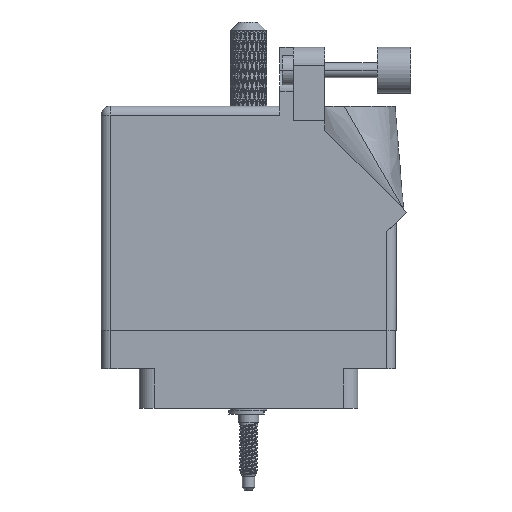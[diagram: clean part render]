
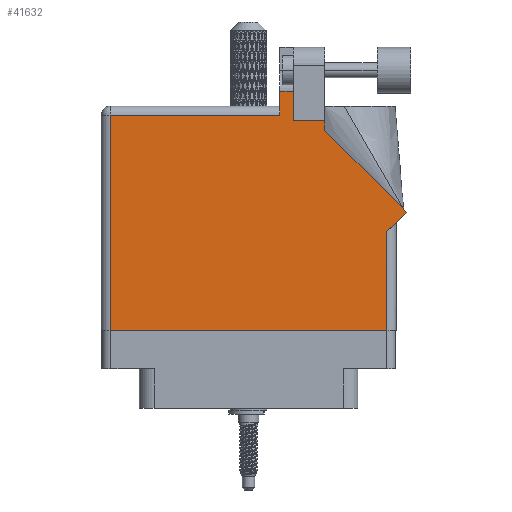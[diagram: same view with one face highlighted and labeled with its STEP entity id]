
A CAD part, front view. The second image highlights one B-rep face of the part: STEP entity #41632.
In plain terms, the highlighted face is planar.
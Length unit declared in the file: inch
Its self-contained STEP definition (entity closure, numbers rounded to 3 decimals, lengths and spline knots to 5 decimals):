
#1645 = PLANE ( 'NONE',  #47090 ) ;
#1990 = VERTEX_POINT ( 'NONE', #51773 ) ;
#2348 = CARTESIAN_POINT ( 'NONE',  ( 0., 1.53, 0. ) ) ;
#4156 = ORIENTED_EDGE ( 'NONE', *, *, #95335, .T. ) ;
#5508 = CARTESIAN_POINT ( 'NONE',  ( 1.217, 1.6315, 0. ) ) ;
#5835 = ORIENTED_EDGE ( 'NONE', *, *, #102525, .T. ) ;
#8131 = VERTEX_POINT ( 'NONE', #14504 ) ;
#10093 = CARTESIAN_POINT ( 'NONE',  ( 2.01, 0.737, 0. ) ) ;
#11796 = CARTESIAN_POINT ( 'NONE',  ( 1.217, 1.53, 0. ) ) ;
#12420 = CARTESIAN_POINT ( 'NONE',  ( 1.217, 1.468, 0. ) ) ;
#13666 = VECTOR ( 'NONE', #93704, 39.37008 ) ;
#14244 = VECTOR ( 'NONE', #44342, 39.37008 ) ;
#14504 = CARTESIAN_POINT ( 'NONE',  ( 1.524, 1.43, 0. ) ) ;
#14876 = EDGE_LOOP ( 'NONE', ( #92269, #81617, #85865, #70096, #50586, #90124, #26734, #4156, #5835, #85257, #15092 ) ) ;
#15092 = ORIENTED_EDGE ( 'NONE', *, *, #32610, .T. ) ;
#15148 = EDGE_CURVE ( 'NONE', #74129, #17846, #37946, .T. ) ;
#15585 = VECTOR ( 'NONE', #78954, 39.37008 ) ;
#16347 = VECTOR ( 'NONE', #40215, 39.37008 ) ;
#17436 = LINE ( 'NONE', #44833, #13666 ) ;
#17846 = VERTEX_POINT ( 'NONE', #81952 ) ;
#17865 = CARTESIAN_POINT ( 'NONE',  ( 1.311, 1.43, 0. ) ) ;
#18008 = VECTOR ( 'NONE', #85905, 39.37008 ) ;
#19356 = LINE ( 'NONE', #84365, #14244 ) ;
#20517 = CARTESIAN_POINT ( 'NONE',  ( 1.311, 1.6315, 0. ) ) ;
#20685 = DIRECTION ( 'NONE',  ( 0., -1., 0. ) ) ;
#24176 = LINE ( 'NONE', #17865, #51995 ) ;
#25839 = LINE ( 'NONE', #30456, #15585 ) ;
#26734 = ORIENTED_EDGE ( 'NONE', *, *, #15148, .T. ) ;
#26853 = DIRECTION ( 'NONE',  ( 0.707, 0.707, 0. ) ) ;
#27643 = VERTEX_POINT ( 'NONE', #98259 ) ;
#30456 = CARTESIAN_POINT ( 'NONE',  ( 1.524, 1.36442, 0. ) ) ;
#32067 = CARTESIAN_POINT ( 'NONE',  ( 1.948, 0.737, 0. ) ) ;
#32610 = EDGE_CURVE ( 'NONE', #8131, #27643, #44616, .T. ) ;
#33520 = LINE ( 'NONE', #44456, #93076 ) ;
#35602 = DIRECTION ( 'NONE',  ( 1., 0., 0. ) ) ;
#37946 = LINE ( 'NONE', #32067, #16347 ) ;
#40215 = DIRECTION ( 'NONE',  ( 0., 1., 0. ) ) ;
#41632 = ADVANCED_FACE ( 'NONE', ( #67608 ), #1645, .F. ) ;
#42958 = VECTOR ( 'NONE', #20685, 39.37008 ) ;
#44342 = DIRECTION ( 'NONE',  ( -1., 0., 0. ) ) ;
#44456 = CARTESIAN_POINT ( 'NONE',  ( 0., 0., 0. ) ) ;
#44616 = LINE ( 'NONE', #80475, #100386 ) ;
#44833 = CARTESIAN_POINT ( 'NONE',  ( 1.64177, 1.6315, 0. ) ) ;
#47053 = VECTOR ( 'NONE', #26853, 39.37008 ) ;
#47090 = AXIS2_PLACEMENT_3D ( 'NONE', #2348, #98758, #50250 ) ;
#48228 = DIRECTION ( 'NONE',  ( -1., 0., 0. ) ) ;
#48707 = EDGE_CURVE ( 'NONE', #72654, #77814, #17436, .T. ) ;
#50250 = DIRECTION ( 'NONE',  ( -1., 0., 0. ) ) ;
#50586 = ORIENTED_EDGE ( 'NONE', *, *, #52967, .T. ) ;
#51773 = CARTESIAN_POINT ( 'NONE',  ( 0.062, 1.468, 0. ) ) ;
#51995 = VECTOR ( 'NONE', #76650, 39.37008 ) ;
#52967 = EDGE_CURVE ( 'NONE', #1990, #99972, #72830, .T. ) ;
#53367 = LINE ( 'NONE', #10093, #47053 ) ;
#54733 = VERTEX_POINT ( 'NONE', #12420 ) ;
#55392 = CARTESIAN_POINT ( 'NONE',  ( 0.062, 0., 0. ) ) ;
#58969 = EDGE_CURVE ( 'NONE', #73458, #8131, #25839, .T. ) ;
#59329 = LINE ( 'NONE', #11796, #42958 ) ;
#63561 = DIRECTION ( 'NONE',  ( 0., -1., 0. ) ) ;
#67608 = FACE_OUTER_BOUND ( 'NONE', #14876, .T. ) ;
#70096 = ORIENTED_EDGE ( 'NONE', *, *, #84673, .T. ) ;
#71187 = LINE ( 'NONE', #85589, #18008 ) ;
#72654 = VERTEX_POINT ( 'NONE', #20517 ) ;
#72830 = LINE ( 'NONE', #96779, #94374 ) ;
#73458 = VERTEX_POINT ( 'NONE', #90435 ) ;
#74129 = VERTEX_POINT ( 'NONE', #87538 ) ;
#76650 = DIRECTION ( 'NONE',  ( 0., 1., 0. ) ) ;
#77814 = VERTEX_POINT ( 'NONE', #5508 ) ;
#78954 = DIRECTION ( 'NONE',  ( 0., 1., 0. ) ) ;
#80119 = VERTEX_POINT ( 'NONE', #87833 ) ;
#80475 = CARTESIAN_POINT ( 'NONE',  ( 1.524, 1.43, 0. ) ) ;
#81617 = ORIENTED_EDGE ( 'NONE', *, *, #48707, .T. ) ;
#81952 = CARTESIAN_POINT ( 'NONE',  ( 1.948, 0.675, 0. ) ) ;
#84365 = CARTESIAN_POINT ( 'NONE',  ( 0., 1.468, 0. ) ) ;
#84673 = EDGE_CURVE ( 'NONE', #54733, #1990, #19356, .T. ) ;
#85257 = ORIENTED_EDGE ( 'NONE', *, *, #58969, .T. ) ;
#85589 = CARTESIAN_POINT ( 'NONE',  ( 2.08071, 0.80771, 0. ) ) ;
#85865 = ORIENTED_EDGE ( 'NONE', *, *, #101003, .T. ) ;
#85905 = DIRECTION ( 'NONE',  ( -0.707, 0.707, 0. ) ) ;
#87538 = CARTESIAN_POINT ( 'NONE',  ( 1.948, 0., 0. ) ) ;
#87833 = CARTESIAN_POINT ( 'NONE',  ( 2.08071, 0.80771, 0. ) ) ;
#90124 = ORIENTED_EDGE ( 'NONE', *, *, #92283, .T. ) ;
#90435 = CARTESIAN_POINT ( 'NONE',  ( 1.524, 1.36442, 0. ) ) ;
#92269 = ORIENTED_EDGE ( 'NONE', *, *, #98642, .T. ) ;
#92283 = EDGE_CURVE ( 'NONE', #99972, #74129, #33520, .T. ) ;
#93076 = VECTOR ( 'NONE', #35602, 39.37008 ) ;
#93704 = DIRECTION ( 'NONE',  ( -1., 0., 0. ) ) ;
#94374 = VECTOR ( 'NONE', #63561, 39.37008 ) ;
#95335 = EDGE_CURVE ( 'NONE', #17846, #80119, #53367, .T. ) ;
#96779 = CARTESIAN_POINT ( 'NONE',  ( 0.062, 0., 0. ) ) ;
#98259 = CARTESIAN_POINT ( 'NONE',  ( 1.311, 1.43, 0. ) ) ;
#98642 = EDGE_CURVE ( 'NONE', #27643, #72654, #24176, .T. ) ;
#98758 = DIRECTION ( 'NONE',  ( 0., 0., -1. ) ) ;
#99972 = VERTEX_POINT ( 'NONE', #55392 ) ;
#100386 = VECTOR ( 'NONE', #48228, 39.37008 ) ;
#101003 = EDGE_CURVE ( 'NONE', #77814, #54733, #59329, .T. ) ;
#102525 = EDGE_CURVE ( 'NONE', #80119, #73458, #71187, .T. ) ;
